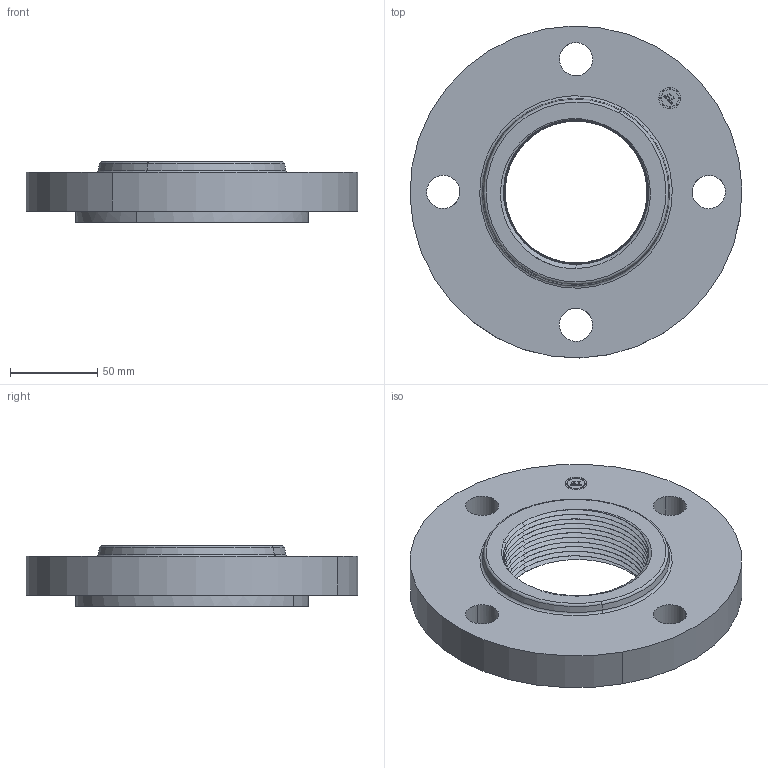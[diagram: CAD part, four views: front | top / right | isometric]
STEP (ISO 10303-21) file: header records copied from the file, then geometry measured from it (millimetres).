
FILE_DESCRIPTION(('3D STEP'),'2;1');
FILE_NAME('3-150-THREADED-RTJ-FLANGE.stp','2013-01-26T07:43:58+00:00',('Texas Flange'),(''),'CATIA Version 5 Release 20 SP 6 (IN-10)','CATIA V5 STEP AP214','800-826-3801');
FILE_SCHEMA(('AUTOMOTIVE_DESIGN { 1 0 10303 214 1 1 1 1 }'));
Length unit declared in the file: inch
Products named in the file (1): 3-150-THREADED-RTJ-FLANGE
Bounding box: 190.45 x 190.45 x 34.8 mm (x, y, z)
Volume: 544306.5 mm3; surface area: 86620.7 mm2
Topology: 1 solids, 1 shells, 534 faces, 1445 edges, 930 vertices
Faces by surface type: plane 371, bspline 94, cylinder 32, cone 29, torus 8
Entity records: 21020 total; most frequent: CARTESIAN_POINT 6008, ORIENTED_EDGE 2890, DIRECTION 1944, EDGE_CURVE 1445, VECTOR 1104, LINE 1104, VERTEX_POINT 930, EDGE_LOOP 561
